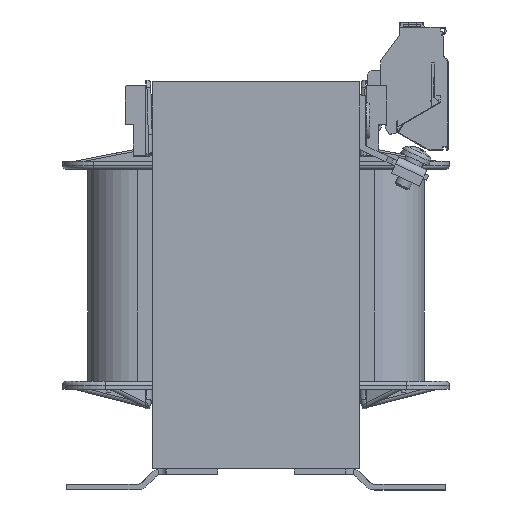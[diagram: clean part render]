
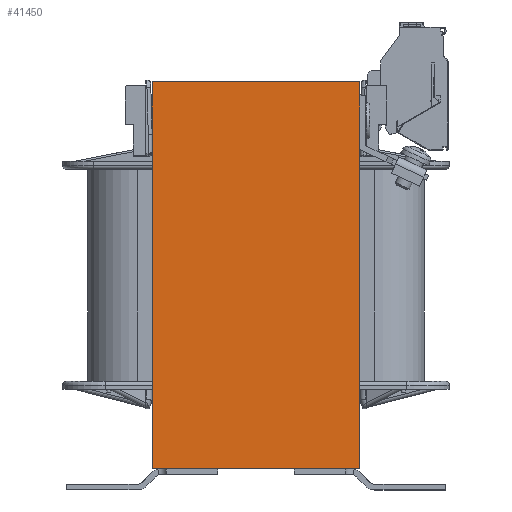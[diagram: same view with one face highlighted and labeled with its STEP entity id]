
A CAD part, left-side view. The second image highlights one B-rep face of the part: STEP entity #41450.
In plain terms, the highlighted planar face has unit normal (-1, 0, 0).
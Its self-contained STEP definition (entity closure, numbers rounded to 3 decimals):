
#836=PLANE('',#44036);
#2517=FACE_OUTER_BOUND('',#4761,.T.);
#4761=EDGE_LOOP('',(#28842,#28843,#28844,#28845));
#7111=LINE('',#58839,#12252);
#7113=LINE('',#58844,#12254);
#7114=LINE('',#58845,#12255);
#7115=LINE('',#58846,#12256);
#12252=VECTOR('',#47366,10.);
#12254=VECTOR('',#47370,10.);
#12255=VECTOR('',#47371,10.);
#12256=VECTOR('',#47372,10.);
#18203=VERTEX_POINT('',#58836);
#18204=VERTEX_POINT('',#58838);
#18205=VERTEX_POINT('',#58842);
#18206=VERTEX_POINT('',#58843);
#22370=EDGE_CURVE('',#18204,#18203,#7111,.T.);
#22372=EDGE_CURVE('',#18205,#18206,#7113,.T.);
#22373=EDGE_CURVE('',#18206,#18204,#7114,.T.);
#22374=EDGE_CURVE('',#18205,#18203,#7115,.T.);
#28842=ORIENTED_EDGE('',*,*,#22372,.T.);
#28843=ORIENTED_EDGE('',*,*,#22373,.T.);
#28844=ORIENTED_EDGE('',*,*,#22370,.T.);
#28845=ORIENTED_EDGE('',*,*,#22374,.F.);
#41450=ADVANCED_FACE('',(#2517),#836,.T.);
#44036=AXIS2_PLACEMENT_3D('',#58841,#47368,#47369);
#47366=DIRECTION('',(0.,0.,1.));
#47368=DIRECTION('center_axis',(-1.,0.,0.));
#47369=DIRECTION('ref_axis',(0.,0.,1.));
#47370=DIRECTION('',(0.,0.,-1.));
#47371=DIRECTION('',(0.,-1.,0.));
#47372=DIRECTION('',(0.,-1.,0.));
#58836=CARTESIAN_POINT('',(-60.,-26.85,50.));
#58838=CARTESIAN_POINT('',(-60.,-26.85,-50.));
#58839=CARTESIAN_POINT('',(-60.,-26.85,50.));
#58841=CARTESIAN_POINT('Origin',(-60.,0.,50.));
#58842=CARTESIAN_POINT('',(-60.,26.85,50.));
#58843=CARTESIAN_POINT('',(-60.,26.85,-50.));
#58844=CARTESIAN_POINT('',(-60.,26.85,50.));
#58845=CARTESIAN_POINT('',(-60.,0.,-50.));
#58846=CARTESIAN_POINT('',(-60.,0.,50.));
